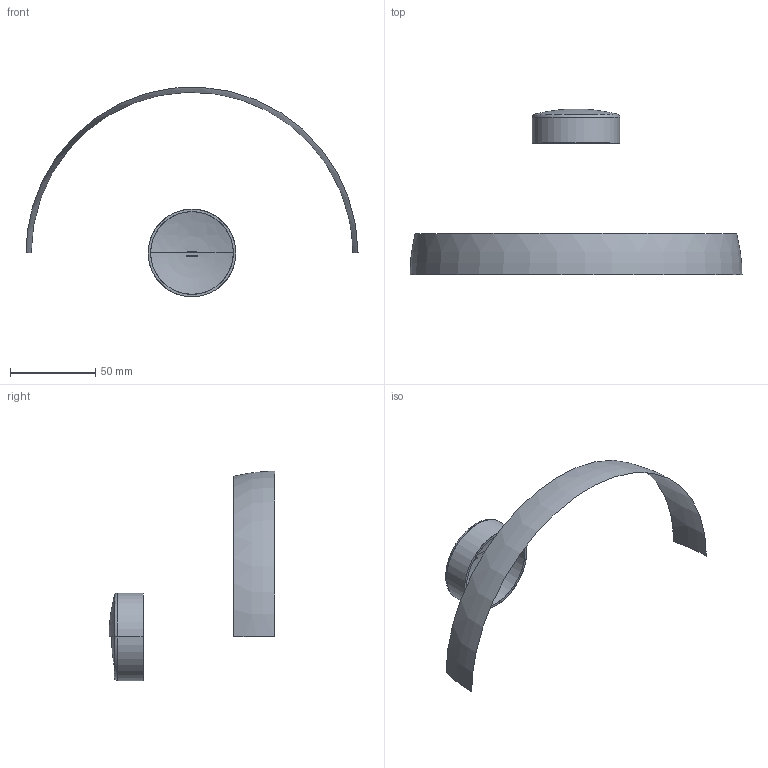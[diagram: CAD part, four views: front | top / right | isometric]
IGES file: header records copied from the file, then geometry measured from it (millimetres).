
Start section: SolidWorks IGES file using analytic representation for surfaces
Global section: file name: 60280-240-48.IGS; native system: SolidWorks 2015; preprocessor: SolidWorks 2015; author: Christian; date: 180618.145900; units: millimetre
Bounding box: 195.02 x 97.51 x 123.12 mm (x, y, z)
Surface area: 15676 mm2 (no closed solid volume)
Topology: 0 solids, 0 shells, 286 faces, 3181 edges, 3178 vertices
Faces by surface type: bspline 236, revolution 50
